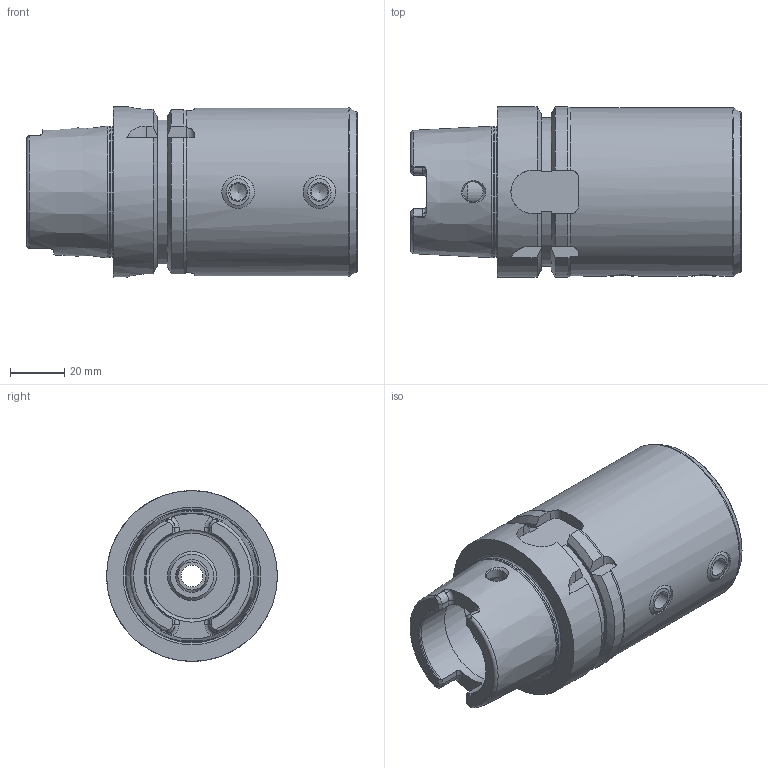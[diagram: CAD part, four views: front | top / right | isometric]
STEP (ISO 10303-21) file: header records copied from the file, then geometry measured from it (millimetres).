
FILE_DESCRIPTION((''),'2;1');
FILE_NAME('591075132090-3D.stp','2019-12-11T08:22:23',('nttooll'),(''),'Autodesk Inventor 2012','Autodesk Inventor 2012','');
FILE_SCHEMA(('AUTOMOTIVE_DESIGN { 1 0 10303 214 1 1 1 1 }'));
Length unit declared in the file: millimetre
Products named in the file (1): 591075132090-3D
Bounding box: 122 x 63 x 63 mm (x, y, z)
Volume: 226435.7 mm3; surface area: 43020.5 mm2
Topology: 1 solids, 1 shells, 161 faces, 414 edges, 263 vertices
Faces by surface type: cylinder 52, plane 52, cone 40, torus 17
Full cylindrical faces by diameter (mm): 6 x2, 6.928 x2, 7.5 x2, 8 x1, 8.5 x2, 11.3 x1, 12 x5, 18 x1, 32 x1, 32.4 x1, 34 x1, 34.5 x1, 40 x1, 48 x1, 62 x1, 63 x1
Entity records: 5114 total; most frequent: CARTESIAN_POINT 1571, DIRECTION 720, ORIENTED_EDGE 688, EDGE_CURVE 344, AXIS2_PLACEMENT_3D 306, VERTEX_POINT 247, EDGE_LOOP 229, FACE_OUTER_BOUND 161
